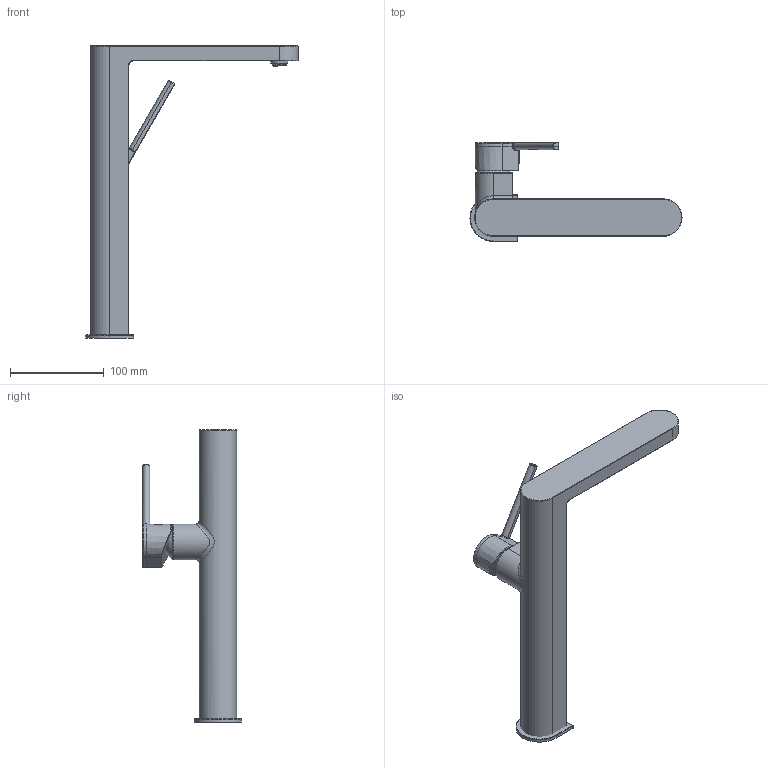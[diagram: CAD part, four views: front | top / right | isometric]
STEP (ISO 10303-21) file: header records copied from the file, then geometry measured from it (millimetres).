
FILE_DESCRIPTION(/* description */ ('Unknown'),/* implementation_level */ '2;1');
FILE_NAME(/* name */ '32618003',/* time_stamp */ '2022-09-07T18:18:49+02:00',/* author */ ('Unknown'),/* organization */ ('GROHE AG'),/* preprocessor_version */ 'ST-DEVELOPER v16.7',/* originating_system */ 'DEX',/* authorisation */ $);
FILE_SCHEMA (('AUTOMOTIVE_DESIGN {1 0 10303 214 3 1 1}'));
Length unit declared in the file: millimetre
Products named in the file (4): 32618003; id11; 40.8156.01000 for customer STEP; Document
Assembly tree (3 placements, depth 2):
  32618003
    id11
    40.8156.01000 for customer STEP
    Document
Bounding box: 226.6 x 105.24 x 312.1 mm (x, y, z)
Surface area: 89796.3 mm2 (no closed solid volume)
Topology: 0 solids, 6 shells, 193 faces, 1015 edges, 758 vertices
Faces by surface type: plane 98, cylinder 55, torus 18, bspline 12, cone 7, sphere 3
Full cylindrical faces by diameter (mm): 4.2 x1, 7.2 x1, 10.4 x1, 13.15 x1, 13.4 x1, 36.4 x1
Entity records: 12323 total; most frequent: CARTESIAN_POINT 4854, ORIENTED_EDGE 1354, DIRECTION 1218, EDGE_CURVE 985, VERTEX_POINT 749, AXIS2_PLACEMENT_3D 475, B_SPLINE_CURVE_WITH_KNOTS 427, LINE 268
